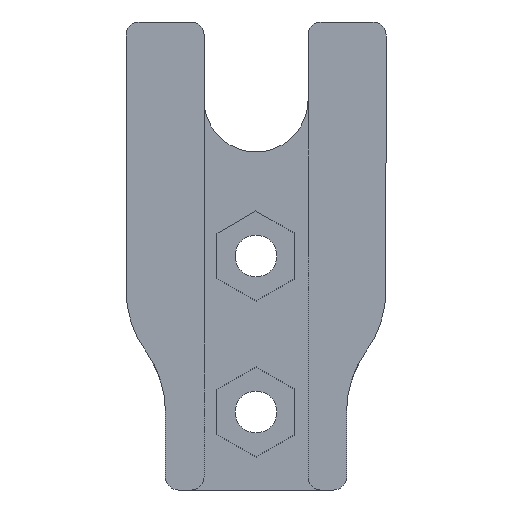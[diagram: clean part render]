
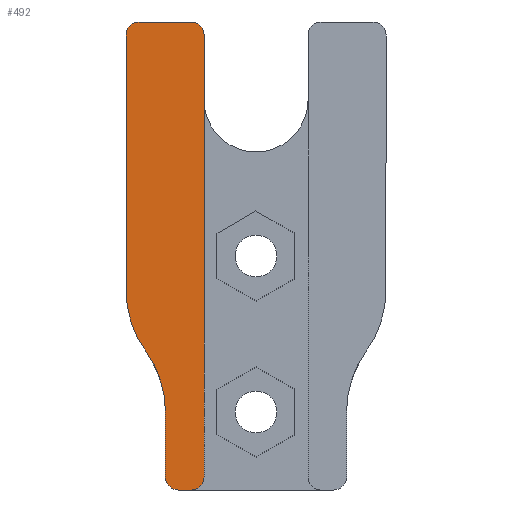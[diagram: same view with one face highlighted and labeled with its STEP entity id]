
A CAD part, front view. The second image highlights one B-rep face of the part: STEP entity #492.
In plain terms, the highlighted planar face has unit normal (0, -1, 0).
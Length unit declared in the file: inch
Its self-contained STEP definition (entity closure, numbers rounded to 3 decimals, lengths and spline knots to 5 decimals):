
#10 = VECTOR ( 'NONE', #1361, 39.37008 ) ;
#38 = CARTESIAN_POINT ( 'NONE',  ( -0.3125, 0.144, -1.4375 ) ) ;
#56 = ORIENTED_EDGE ( 'NONE', *, *, #3326, .F. ) ;
#109 = ORIENTED_EDGE ( 'NONE', *, *, #1862, .F. ) ;
#135 = ORIENTED_EDGE ( 'NONE', *, *, #641, .T. ) ;
#173 = CIRCLE ( 'NONE', #3588, 0.5 ) ;
#189 = ORIENTED_EDGE ( 'NONE', *, *, #695, .T. ) ;
#235 = CIRCLE ( 'NONE', #2540, 0.5 ) ;
#281 = EDGE_CURVE ( 'NONE', #1059, #2137, #235, .T. ) ;
#381 = LINE ( 'NONE', #2918, #1099 ) ;
#462 = CARTESIAN_POINT ( 'NONE',  ( -0.43557, 0.144, -1.125 ) ) ;
#474 = DIRECTION ( 'NONE',  ( 0., 0., 1. ) ) ;
#483 = AXIS2_PLACEMENT_3D ( 'NONE', #3609, #700, #765 ) ;
#492 = ADVANCED_FACE ( 'NONE', ( #2014 ), #3709, .F. ) ;
#520 = CARTESIAN_POINT ( 'NONE',  ( -0.625, 0.144, 0.6875 ) ) ;
#526 = DIRECTION ( 'NONE',  ( 0., 1., 0. ) ) ;
#562 = CARTESIAN_POINT ( 'NONE',  ( -0.125, 0.144, -0.53936 ) ) ;
#587 = EDGE_CURVE ( 'NONE', #1545, #4226, #2100, .T. ) ;
#591 = CARTESIAN_POINT ( 'NONE',  ( -0.625, 0.144, 0.75 ) ) ;
#641 = EDGE_CURVE ( 'NONE', #985, #4226, #1075, .T. ) ;
#661 = CARTESIAN_POINT ( 'NONE',  ( -0.37307, 0.144, -1.5 ) ) ;
#695 = EDGE_CURVE ( 'NONE', #2181, #2575, #4206, .T. ) ;
#700 = DIRECTION ( 'NONE',  ( 0., -1., 0. ) ) ;
#718 = VERTEX_POINT ( 'NONE', #520 ) ;
#765 = DIRECTION ( 'NONE',  ( 0., 0., 1. ) ) ;
#900 = CARTESIAN_POINT ( 'NONE',  ( -0.3125, 0.144, 0.75 ) ) ;
#972 = CARTESIAN_POINT ( 'NONE',  ( -0.25, 0.144, 0.75 ) ) ;
#985 = VERTEX_POINT ( 'NONE', #1898 ) ;
#1051 = ORIENTED_EDGE ( 'NONE', *, *, #1098, .F. ) ;
#1059 = VERTEX_POINT ( 'NONE', #1918 ) ;
#1075 = CIRCLE ( 'NONE', #4359, 0.0625 ) ;
#1098 = EDGE_CURVE ( 'NONE', #4543, #718, #2013, .T. ) ;
#1099 = VECTOR ( 'NONE', #1811, 39.37008 ) ;
#1163 = VECTOR ( 'NONE', #2580, 39.37008 ) ;
#1172 = LINE ( 'NONE', #462, #1163 ) ;
#1219 = EDGE_CURVE ( 'NONE', #2181, #1915, #3867, .T. ) ;
#1285 = CARTESIAN_POINT ( 'NONE',  ( -0.5625, 0.144, 0.75 ) ) ;
#1289 = AXIS2_PLACEMENT_3D ( 'NONE', #2988, #526, #3054 ) ;
#1361 = DIRECTION ( 'NONE',  ( 0., 0., 1. ) ) ;
#1395 = AXIS2_PLACEMENT_3D ( 'NONE', #3067, #3793, #3818 ) ;
#1475 = CARTESIAN_POINT ( 'NONE',  ( -0.53029, 0.144, -0.83218 ) ) ;
#1501 = CARTESIAN_POINT ( 'NONE',  ( -0.3125, 0.144, 0.6875 ) ) ;
#1535 = ORIENTED_EDGE ( 'NONE', *, *, #1756, .T. ) ;
#1545 = VERTEX_POINT ( 'NONE', #1285 ) ;
#1608 = EDGE_CURVE ( 'NONE', #2137, #4543, #173, .T. ) ;
#1756 = EDGE_CURVE ( 'NONE', #3684, #1915, #3729, .T. ) ;
#1811 = DIRECTION ( 'NONE',  ( 0., 0., -1. ) ) ;
#1862 = EDGE_CURVE ( 'NONE', #3684, #1059, #1172, .T. ) ;
#1885 = VECTOR ( 'NONE', #2380, 39.37008 ) ;
#1898 = CARTESIAN_POINT ( 'NONE',  ( -0.25, 0.144, 0.6875 ) ) ;
#1899 = CARTESIAN_POINT ( 'NONE',  ( -0.93557, 0.144, -1.125 ) ) ;
#1915 = VERTEX_POINT ( 'NONE', #661 ) ;
#1918 = CARTESIAN_POINT ( 'NONE',  ( -0.43557, 0.144, -1.125 ) ) ;
#1957 = ORIENTED_EDGE ( 'NONE', *, *, #281, .F. ) ;
#2013 = LINE ( 'NONE', #591, #10 ) ;
#2014 = FACE_OUTER_BOUND ( 'NONE', #3569, .T. ) ;
#2044 = VECTOR ( 'NONE', #3845, 39.37008 ) ;
#2100 = LINE ( 'NONE', #972, #1885 ) ;
#2137 = VERTEX_POINT ( 'NONE', #1475 ) ;
#2139 = CIRCLE ( 'NONE', #1395, 0.0625 ) ;
#2181 = VERTEX_POINT ( 'NONE', #4395 ) ;
#2324 = AXIS2_PLACEMENT_3D ( 'NONE', #38, #2537, #3258 ) ;
#2380 = DIRECTION ( 'NONE',  ( 1., 0., 0. ) ) ;
#2527 = ORIENTED_EDGE ( 'NONE', *, *, #1219, .F. ) ;
#2537 = DIRECTION ( 'NONE',  ( 0., -1., 0. ) ) ;
#2540 = AXIS2_PLACEMENT_3D ( 'NONE', #1899, #4217, #474 ) ;
#2575 = VERTEX_POINT ( 'NONE', #3038 ) ;
#2580 = DIRECTION ( 'NONE',  ( 0., 0., 1. ) ) ;
#2750 = CARTESIAN_POINT ( 'NONE',  ( -0.43557, 0.144, -1.5 ) ) ;
#2870 = ORIENTED_EDGE ( 'NONE', *, *, #3804, .T. ) ;
#2909 = DIRECTION ( 'NONE',  ( 0., 0., 1. ) ) ;
#2918 = CARTESIAN_POINT ( 'NONE',  ( -0.25, 0.144, 0.375 ) ) ;
#2988 = CARTESIAN_POINT ( 'NONE',  ( 0., 0.144, 0.375 ) ) ;
#3038 = CARTESIAN_POINT ( 'NONE',  ( -0.25, 0.144, -1.4375 ) ) ;
#3054 = DIRECTION ( 'NONE',  ( 0., 0., 1. ) ) ;
#3067 = CARTESIAN_POINT ( 'NONE',  ( -0.5625, 0.144, 0.6875 ) ) ;
#3188 = ORIENTED_EDGE ( 'NONE', *, *, #587, .F. ) ;
#3189 = CARTESIAN_POINT ( 'NONE',  ( -0.43557, 0.144, -1.4375 ) ) ;
#3225 = ORIENTED_EDGE ( 'NONE', *, *, #1608, .F. ) ;
#3258 = DIRECTION ( 'NONE',  ( 0., 0., 1. ) ) ;
#3326 = EDGE_CURVE ( 'NONE', #985, #2575, #381, .T. ) ;
#3344 = DIRECTION ( 'NONE',  ( 0., 1., 0. ) ) ;
#3360 = CARTESIAN_POINT ( 'NONE',  ( -0.625, 0.144, -0.53936 ) ) ;
#3393 = DIRECTION ( 'NONE',  ( 0., 0., 1. ) ) ;
#3569 = EDGE_LOOP ( 'NONE', ( #2527, #189, #56, #135, #3188, #2870, #1051, #3225, #1957, #109, #1535 ) ) ;
#3588 = AXIS2_PLACEMENT_3D ( 'NONE', #562, #3344, #3393 ) ;
#3609 = CARTESIAN_POINT ( 'NONE',  ( -0.37307, 0.144, -1.4375 ) ) ;
#3684 = VERTEX_POINT ( 'NONE', #3189 ) ;
#3709 = PLANE ( 'NONE',  #1289 ) ;
#3729 = CIRCLE ( 'NONE', #483, 0.0625 ) ;
#3793 = DIRECTION ( 'NONE',  ( 0., -1., 0. ) ) ;
#3804 = EDGE_CURVE ( 'NONE', #1545, #718, #2139, .T. ) ;
#3818 = DIRECTION ( 'NONE',  ( 0., 0., 1. ) ) ;
#3845 = DIRECTION ( 'NONE',  ( -1., 0., 0. ) ) ;
#3867 = LINE ( 'NONE', #2750, #2044 ) ;
#4206 = CIRCLE ( 'NONE', #2324, 0.0625 ) ;
#4210 = DIRECTION ( 'NONE',  ( 0., -1., 0. ) ) ;
#4217 = DIRECTION ( 'NONE',  ( 0., -1., 0. ) ) ;
#4226 = VERTEX_POINT ( 'NONE', #900 ) ;
#4359 = AXIS2_PLACEMENT_3D ( 'NONE', #1501, #4210, #2909 ) ;
#4395 = CARTESIAN_POINT ( 'NONE',  ( -0.3125, 0.144, -1.5 ) ) ;
#4543 = VERTEX_POINT ( 'NONE', #3360 ) ;
